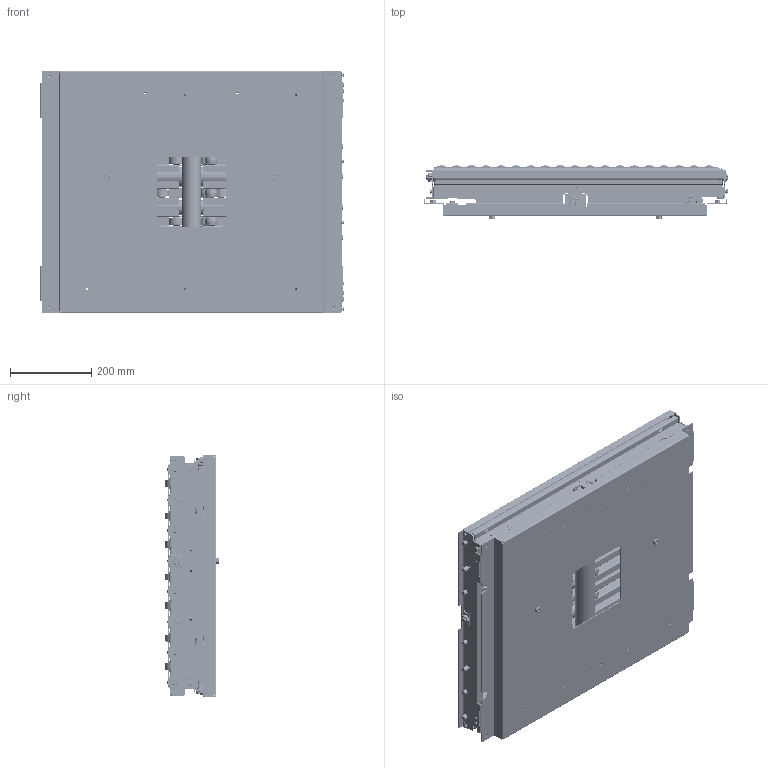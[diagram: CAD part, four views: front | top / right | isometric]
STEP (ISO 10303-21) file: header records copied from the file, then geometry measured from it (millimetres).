
FILE_DESCRIPTION(/* description */ (''),/* implementation_level */ '2;1');
FILE_NAME(/* name */ 'DDNX-677-SSS-100-0 F-RAT完成品_Shrinkwrap_1.stp',/* time_stamp */ '2019-02-20T17:00:10+09:00',/* author */ ('kaihatsu'),/* organization */ (''),/* preprocessor_version */ 'ST-DEVELOPER v16.1',/* originating_system */ 'Autodesk Inventor 2016',/* authorisation */ '');
FILE_SCHEMA (('AUTOMOTIVE_DESIGN { 1 0 10303 214 3 1 1 }'));
Products named in the file (1): DDNX-677-SSS-100-0 F-RAT完成品_Shrinkwr
ap_1
Bounding box: 747.65 x 131.5 x 595 mm (x, y, z)
Volume: 14381778.3 mm3; surface area: 5070597.7 mm2
Topology: 18 solids, 352 shells, 11488 faces, 28954 edges, 18175 vertices
Faces by surface type: plane 4387, cylinder 4202, torus 1989, cone 842, bspline 48, sphere 20
Full cylindrical faces by diameter (mm): 4 x8, 4.2 x83, 4.5 x21, 4.917 x4, 5 x16, 5.1 x34, 6 x235, 6.1 x83, 6.2 x6, 6.4 x8, 6.647 x6, 7 x52, 7.4 x83, 8 x15, 8.1 x4, 8.7 x8, 9 x4, 10 x336, 10.647 x2, 12 x12, 12.2 x8, 12.48 x2, 13.5 x2, 14 x166, 14.14 x4, 14.299 x1, 14.3 x1, 14.376 x1, 14.381 x1, 15 x14
Entity records: 339443 total; most frequent: CARTESIAN_POINT 61842, DIRECTION 57491, ORIENTED_EDGE 48704, EDGE_CURVE 24266, AXIS2_PLACEMENT_3D 22842, EDGE_LOOP 17947, VERTEX_POINT 17875, LINE 11807
